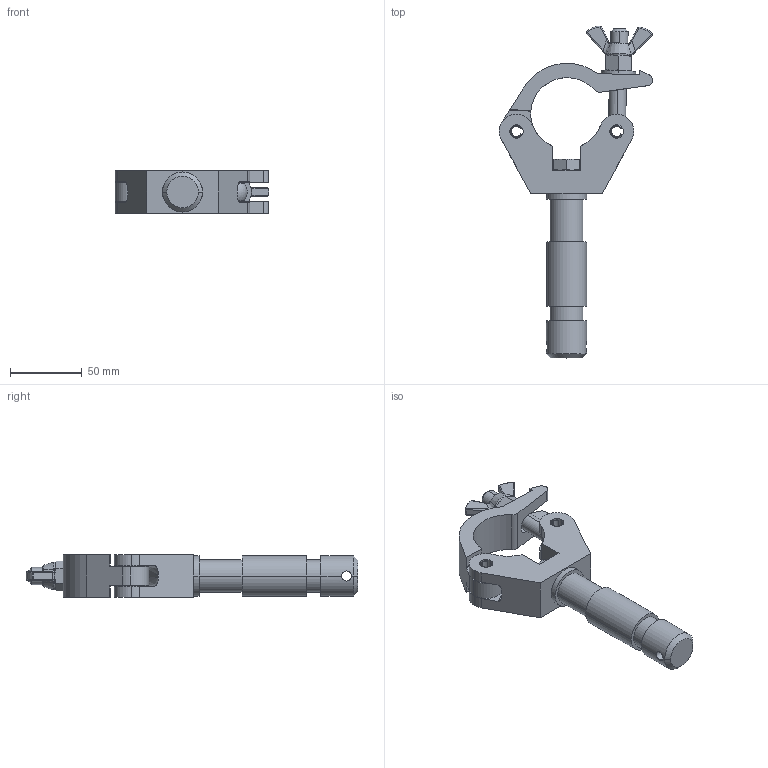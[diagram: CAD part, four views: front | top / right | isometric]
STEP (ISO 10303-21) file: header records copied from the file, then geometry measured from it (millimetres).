
FILE_DESCRIPTION (( 'STEP AP203' ), '1' );
FILE_NAME ('T58018.STEP', '2018-08-08T09:16:17', ( '' ), ( '' ), 'SwSTEP 2.0', 'SolidWorks 2016', '' );
FILE_SCHEMA (( 'CONFIG_CONTROL_DESIGN' ));
Length unit declared in the file: millimetre
Products named in the file (14): TH156_TH650; T78000; Hex Bolt_ISO 4016 - M12 x 45 x 45-WS; TH566; TH2001_TH2001 - 30MM WIDE; F791; F883_DIN 315-M12-GT-C-N; TH1247; A Washer_Bright washer BS 4320 - M12 (Form A); T74303_Bolt spaced; Hex Nut Style 1 GradeAB_Doughty Fastners_Hexagon Nut ISO - 4032 - M12 - D - S; TH157_TH213; TH2000_TH2000 - 30MM WIDE; T58018
Assembly tree (14 placements, depth 3):
  T58018
    TH156_TH650
      TH2000_TH2000 - 30MM WIDE
    TH157_TH213
      TH2001_TH2001 - 30MM WIDE
    T78000
      TH566
      A Washer_Bright washer BS 4320 - M12 (Form A)
      Hex Nut Style 1 GradeAB_Doughty Fastners_Hexagon Nut ISO - 4032 - M12 - D - S
      F883_DIN 315-M12-GT-C-N
    F791  x2
    T74303_Bolt spaced
      TH1247
      Hex Bolt_ISO 4016 - M12 x 45 x 45-WS
Bounding box: 107.22 x 231.87 x 29.9 mm (x, y, z)
Volume: 183488.5 mm3; surface area: 55859.1 mm2
Topology: 10 solids, 10 shells, 464 faces, 1132 edges, 681 vertices
Faces by surface type: cone 176, cylinder 156, plane 81, bspline 32, sphere 11, torus 8
Entity records: 15560 total; most frequent: CARTESIAN_POINT 3470, DIRECTION 2389, ORIENTED_EDGE 2162, EDGE_CURVE 1081, AXIS2_PLACEMENT_3D 984, VERTEX_POINT 655, CIRCLE 547, EDGE_LOOP 474
